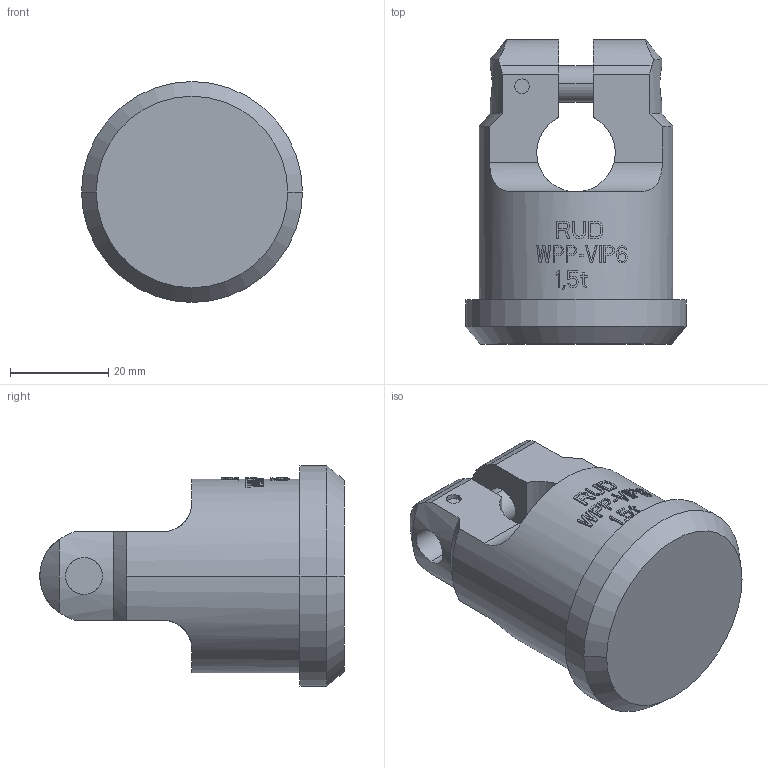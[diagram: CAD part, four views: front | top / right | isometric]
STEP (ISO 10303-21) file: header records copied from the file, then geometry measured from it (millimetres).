
FILE_DESCRIPTION((''),'2;1');
FILE_NAME('001-M31441-P02_ASM','2004-10-11T',('Haas'),(''),'PRO/ENGINEER BY PARAMETRIC TECHNOLOGY CORPORATION, 2003450','PRO/ENGINEER BY PARAMETRIC TECHNOLOGY CORPORATION, 2003450','');
FILE_SCHEMA(('CONFIG_CONTROL_DESIGN'));
Length unit declared in the file: millimetre
Products named in the file (3): 001-M31441-006; 001-M31441-011; 001-M31441-P02_ASM
Assembly tree (2 placements, depth 2):
  001-M31441-P02_ASM
    001-M31441-006
    001-M31441-011
Bounding box: 45 x 62 x 45 mm (x, y, z)
Volume: 54089.3 mm3; surface area: 13042.7 mm2
Topology: 2 solids, 2 shells, 377 faces, 1040 edges, 692 vertices
Faces by surface type: plane 327, cylinder 44, cone 6
Entity records: 12185 total; most frequent: CARTESIAN_POINT 3106, ORIENTED_EDGE 2080, DIRECTION 1566, EDGE_CURVE 1040, VERTEX_POINT 692, AXIS2_PLACEMENT_3D 552, VECTOR 462, LINE 462
